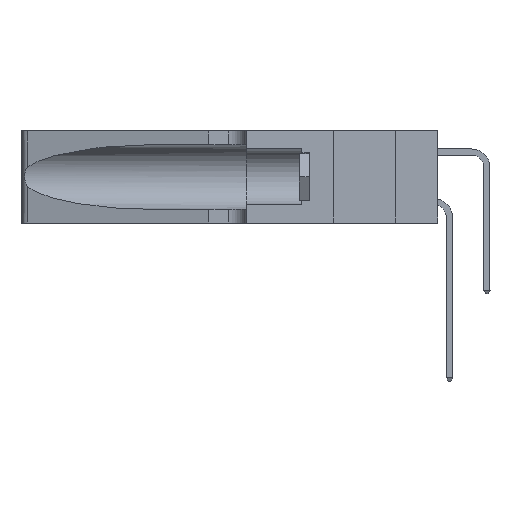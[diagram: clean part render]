
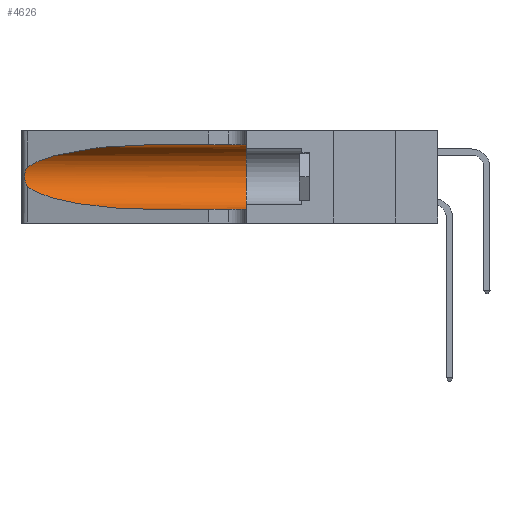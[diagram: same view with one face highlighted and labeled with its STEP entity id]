
A CAD part, left-side view. The second image highlights one B-rep face of the part: STEP entity #4626.
In plain terms, the highlighted cylindrical face has radius 3.308 mm (diameter 6.617 mm), a partial arc.
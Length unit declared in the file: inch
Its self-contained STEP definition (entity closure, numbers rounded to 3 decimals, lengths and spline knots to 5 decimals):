
#316 = CARTESIAN_POINT ( 'NONE',  ( 0.1305, 0.35, 0.05475 ) ) ;
#709 = CYLINDRICAL_SURFACE ( 'NONE', #4777, 0.13025 ) ;
#992 = CARTESIAN_POINT ( 'NONE',  ( 0.1305, 1.61858, 0.05475 ) ) ;
#1375 = VECTOR ( 'NONE', #11129, 39.37008 ) ;
#2952 = EDGE_CURVE ( 'NONE', #13772, #21455, #15544, .T. ) ;
#3332 = ORIENTED_EDGE ( 'NONE', *, *, #29817, .T. ) ;
#3733 = ORIENTED_EDGE ( 'NONE', *, *, #8774, .T. ) ;
#4255 = CARTESIAN_POINT ( 'NONE',  ( 0.18966, 0.96281, 0.05475 ) ) ;
#4375 = ORIENTED_EDGE ( 'NONE', *, *, #13394, .T. ) ;
#4626 = ADVANCED_FACE ( 'NONE', ( #13978 ), #709, .F. ) ;
#4729 = DIRECTION ( 'NONE',  ( 0., -1., 0. ) ) ;
#4777 = AXIS2_PLACEMENT_3D ( 'NONE', #33112, #4729, #28351 ) ;
#5227 = VERTEX_POINT ( 'NONE', #10887 ) ;
#5774 = ORIENTED_EDGE ( 'NONE', *, *, #18187, .F. ) ;
#5829 = EDGE_CURVE ( 'NONE', #22959, #22148, #31318, .T. ) ;
#6710 = VECTOR ( 'NONE', #10644, 39.37008 ) ;
#6935 = ORIENTED_EDGE ( 'NONE', *, *, #2952, .T. ) ;
#7041 = CARTESIAN_POINT ( 'NONE',  ( 0.25487, 1.22718, 0.14631 ) ) ;
#7133 = CARTESIAN_POINT ( 'NONE',  ( 0.26017, 1.23833, 0.17102 ) ) ;
#8283 = B_SPLINE_CURVE_WITH_KNOTS ( 'NONE', 3,
 ( #19415, #25086, #28189, #9203, #23472, #33907, #28797, #12942, #7133, #25683, #10686, #31783, #13357, #31566 ),
 .UNSPECIFIED., .F., .F.,
 ( 4, 2, 2, 2, 2, 2, 4 ),
 ( 0., 0.00027, 0.00053, 0.00107, 0.0016, 0.00187, 0.00214 ),
 .UNSPECIFIED. ) ;
#8774 = EDGE_CURVE ( 'NONE', #5227, #22148, #24154, .T. ) ;
#9203 = CARTESIAN_POINT ( 'NONE',  ( 0.25787, 1.23484, 0.2124 ) ) ;
#9356 = CARTESIAN_POINT ( 'NONE',  ( 0.2373, 1.15595, 0.08982 ) ) ;
#9580 = CARTESIAN_POINT ( 'NONE',  ( 0.25487, 1.22718, 0.22369 ) ) ;
#10549 = AXIS2_PLACEMENT_3D ( 'NONE', #20392, #25717, #15160 ) ;
#10644 = DIRECTION ( 'NONE',  ( 0., -1., 0. ) ) ;
#10686 = CARTESIAN_POINT ( 'NONE',  ( 0.25789, 1.23486, 0.15765 ) ) ;
#10887 = CARTESIAN_POINT ( 'NONE',  ( 0.1305, 0.72297, 0.05475 ) ) ;
#11129 = DIRECTION ( 'NONE',  ( 0., -1., 0. ) ) ;
#12023 = CARTESIAN_POINT ( 'NONE',  ( 0.1305, 0.72297, 0.05475 ) ) ;
#12096 = CARTESIAN_POINT ( 'NONE',  ( 0.1305, 0.35, 0.31525 ) ) ;
#12942 = CARTESIAN_POINT ( 'NONE',  ( 0.26075, 1.23896, 0.178 ) ) ;
#13188 = CARTESIAN_POINT ( 'NONE',  ( 0.18966, 0.96281, 0.31525 ) ) ;
#13357 = CARTESIAN_POINT ( 'NONE',  ( 0.25555, 1.22993, 0.14849 ) ) ;
#13394 = EDGE_CURVE ( 'NONE', #21455, #14253, #8283, .T. ) ;
#13772 = VERTEX_POINT ( 'NONE', #19557 ) ;
#13978 = FACE_OUTER_BOUND ( 'NONE', #34090, .T. ) ;
#14253 = VERTEX_POINT ( 'NONE', #29653 ) ;
#15160 = DIRECTION ( 'NONE',  ( 0., 0., 1. ) ) ;
#15544 =( BOUNDED_CURVE ( )  B_SPLINE_CURVE ( 3, ( #29380, #13188, #15852, #9580 ),
 .UNSPECIFIED., .F., .F. ) 
 B_SPLINE_CURVE_WITH_KNOTS ( ( 4, 4 ),
 ( 1.5708, 2.84003 ),
 .UNSPECIFIED. ) 
 CURVE ( )  GEOMETRIC_REPRESENTATION_ITEM ( )  RATIONAL_B_SPLINE_CURVE ( ( 1., 0.87, 0.87, 1. ) ) 
 REPRESENTATION_ITEM ( '' )  );
#15852 = CARTESIAN_POINT ( 'NONE',  ( 0.2373, 1.15595, 0.28018 ) ) ;
#16959 = ORIENTED_EDGE ( 'NONE', *, *, #5829, .F. ) ;
#18187 = EDGE_CURVE ( 'NONE', #13772, #22959, #19210, .T. ) ;
#19210 = LINE ( 'NONE', #31722, #1375 ) ;
#19415 = CARTESIAN_POINT ( 'NONE',  ( 0.25487, 1.22718, 0.22369 ) ) ;
#19557 = CARTESIAN_POINT ( 'NONE',  ( 0.1305, 0.72297, 0.31525 ) ) ;
#20392 = CARTESIAN_POINT ( 'NONE',  ( 0.1305, 0.35, 0.185 ) ) ;
#21398 = CARTESIAN_POINT ( 'NONE',  ( 0.25487, 1.22718, 0.22369 ) ) ;
#21455 = VERTEX_POINT ( 'NONE', #21398 ) ;
#22148 = VERTEX_POINT ( 'NONE', #316 ) ;
#22959 = VERTEX_POINT ( 'NONE', #12096 ) ;
#23472 = CARTESIAN_POINT ( 'NONE',  ( 0.25854, 1.2359, 0.20912 ) ) ;
#24154 = LINE ( 'NONE', #992, #6710 ) ;
#25086 = CARTESIAN_POINT ( 'NONE',  ( 0.25555, 1.22994, 0.2215 ) ) ;
#25683 = CARTESIAN_POINT ( 'NONE',  ( 0.25856, 1.23593, 0.16098 ) ) ;
#25717 = DIRECTION ( 'NONE',  ( 0., 1., 0. ) ) ;
#28189 = CARTESIAN_POINT ( 'NONE',  ( 0.25639, 1.23184, 0.21858 ) ) ;
#28351 = DIRECTION ( 'NONE',  ( 0., 0., -1. ) ) ;
#28797 = CARTESIAN_POINT ( 'NONE',  ( 0.26075, 1.23896, 0.19203 ) ) ;
#29380 = CARTESIAN_POINT ( 'NONE',  ( 0.1305, 0.72297, 0.31525 ) ) ;
#29653 = CARTESIAN_POINT ( 'NONE',  ( 0.25487, 1.22718, 0.14631 ) ) ;
#29817 = EDGE_CURVE ( 'NONE', #14253, #5227, #33137, .T. ) ;
#31318 = CIRCLE ( 'NONE', #10549, 0.13025 ) ;
#31566 = CARTESIAN_POINT ( 'NONE',  ( 0.25487, 1.22718, 0.14631 ) ) ;
#31722 = CARTESIAN_POINT ( 'NONE',  ( 0.1305, 1.61858, 0.31525 ) ) ;
#31783 = CARTESIAN_POINT ( 'NONE',  ( 0.25639, 1.23186, 0.15144 ) ) ;
#33112 = CARTESIAN_POINT ( 'NONE',  ( 0.1305, 1.61858, 0.185 ) ) ;
#33137 =( BOUNDED_CURVE ( )  B_SPLINE_CURVE ( 3, ( #7041, #9356, #4255, #12023 ),
 .UNSPECIFIED., .F., .T. ) 
 B_SPLINE_CURVE_WITH_KNOTS ( ( 4, 4 ),
 ( 3.44316, 4.71239 ),
 .UNSPECIFIED. ) 
 CURVE ( )  GEOMETRIC_REPRESENTATION_ITEM ( )  RATIONAL_B_SPLINE_CURVE ( ( 1., 0.87, 0.87, 1. ) ) 
 REPRESENTATION_ITEM ( '' )  );
#33907 = CARTESIAN_POINT ( 'NONE',  ( 0.26018, 1.23835, 0.19895 ) ) ;
#34090 = EDGE_LOOP ( 'NONE', ( #6935, #4375, #3332, #3733, #16959, #5774 ) ) ;
